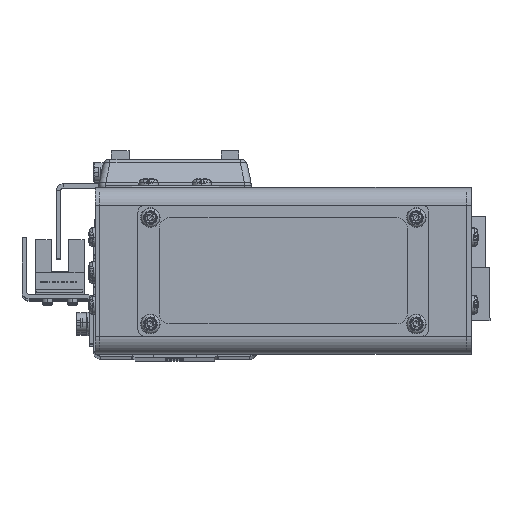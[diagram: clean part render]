
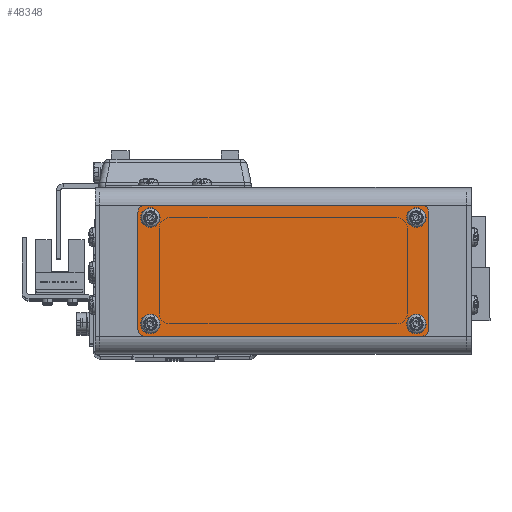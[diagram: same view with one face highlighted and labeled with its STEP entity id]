
A CAD part, top view. The second image highlights one B-rep face of the part: STEP entity #48348.
In plain terms, the highlighted face is planar.
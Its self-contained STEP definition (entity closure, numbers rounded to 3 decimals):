
#95 = EDGE_CURVE ( 'NONE', #60526, #7505, #67245, .T. ) ;
#1694 = FACE_OUTER_BOUND ( 'NONE', #37748, .T. ) ;
#2268 = AXIS2_PLACEMENT_3D ( 'NONE', #67760, #33498, #73516 ) ;
#2288 = VERTEX_POINT ( 'NONE', #38328 ) ;
#2753 = DIRECTION ( 'NONE',  ( 1., 0., 0. ) ) ;
#2796 = AXIS2_PLACEMENT_3D ( 'NONE', #19609, #59672, #25360 ) ;
#3275 = ORIENTED_EDGE ( 'NONE', *, *, #31699, .T. ) ;
#3406 = VERTEX_POINT ( 'NONE', #12506 ) ;
#3530 = CARTESIAN_POINT ( 'NONE',  ( 37.5, 33.5, 0. ) ) ;
#3592 = AXIS2_PLACEMENT_3D ( 'NONE', #54686, #20393, #60457 ) ;
#4391 = VERTEX_POINT ( 'NONE', #6821 ) ;
#4488 = DIRECTION ( 'NONE',  ( 0., 1., 0. ) ) ;
#4539 = EDGE_CURVE ( 'NONE', #2288, #69103, #39334, .T. ) ;
#6012 = AXIS2_PLACEMENT_3D ( 'NONE', #14809, #54855, #20547 ) ;
#6281 = CIRCLE ( 'NONE', #50272, 1.7 ) ;
#6329 = CARTESIAN_POINT ( 'NONE',  ( -39.2, 33.5, 0. ) ) ;
#6794 = EDGE_CURVE ( 'NONE', #7505, #60526, #32824, .T. ) ;
#6821 = CARTESIAN_POINT ( 'NONE',  ( -35.8, 3.5, 0. ) ) ;
#6936 = ORIENTED_EDGE ( 'NONE', *, *, #52869, .F. ) ;
#7505 = VERTEX_POINT ( 'NONE', #7991 ) ;
#7552 = AXIS2_PLACEMENT_3D ( 'NONE', #71341, #37048, #2753 ) ;
#7558 = LINE ( 'NONE', #41766, #22748 ) ;
#7991 = CARTESIAN_POINT ( 'NONE',  ( -35.8, 33.5, 0. ) ) ;
#8841 = ORIENTED_EDGE ( 'NONE', *, *, #65554, .T. ) ;
#8875 = CARTESIAN_POINT ( 'NONE',  ( 37.5, 3.5, 0. ) ) ;
#9051 = ORIENTED_EDGE ( 'NONE', *, *, #4539, .T. ) ;
#9162 = EDGE_LOOP ( 'NONE', ( #9051, #3275 ) ) ;
#9287 = DIRECTION ( 'NONE',  ( 1., 0., 0. ) ) ;
#9302 = VERTEX_POINT ( 'NONE', #38885 ) ;
#9376 = DIRECTION ( 'NONE',  ( 1., 0., 0. ) ) ;
#10405 = EDGE_LOOP ( 'NONE', ( #58884, #22335 ) ) ;
#10523 = EDGE_CURVE ( 'NONE', #51309, #11126, #67116, .T. ) ;
#10582 = DIRECTION ( 'NONE',  ( 0., 0., 1. ) ) ;
#11126 = VERTEX_POINT ( 'NONE', #62189 ) ;
#11286 = EDGE_CURVE ( 'NONE', #49515, #9302, #61654, .T. ) ;
#12395 = EDGE_CURVE ( 'NONE', #23605, #51309, #68693, .T. ) ;
#12506 = CARTESIAN_POINT ( 'NONE',  ( -39.2, 3.5, 0. ) ) ;
#13586 = CIRCLE ( 'NONE', #69322, 2. ) ;
#14618 = DIRECTION ( 'NONE',  ( 1., 0., 0. ) ) ;
#14809 = CARTESIAN_POINT ( 'NONE',  ( -37.5, 3.5, 0. ) ) ;
#14810 = DIRECTION ( 'NONE',  ( 0., 0., 1. ) ) ;
#16931 = FACE_BOUND ( 'NONE', #23036, .T. ) ;
#17022 = EDGE_CURVE ( 'NONE', #70382, #35686, #62051, .T. ) ;
#17059 = DIRECTION ( 'NONE',  ( -1., 0., 0. ) ) ;
#17352 = CARTESIAN_POINT ( 'NONE',  ( 41., 2., 0. ) ) ;
#17858 = DIRECTION ( 'NONE',  ( 0., 0., 1. ) ) ;
#18738 = DIRECTION ( 'NONE',  ( 0., -1., 0. ) ) ;
#19454 = CARTESIAN_POINT ( 'NONE',  ( 35.8, 33.5, 0. ) ) ;
#19580 = CARTESIAN_POINT ( 'NONE',  ( 39., 2., 0. ) ) ;
#19609 = CARTESIAN_POINT ( 'NONE',  ( -37.5, 33.5, 0. ) ) ;
#20393 = DIRECTION ( 'NONE',  ( 0., 0., 1. ) ) ;
#20547 = DIRECTION ( 'NONE',  ( 1., 0., 0. ) ) ;
#20851 = LINE ( 'NONE', #49150, #49533 ) ;
#22335 = ORIENTED_EDGE ( 'NONE', *, *, #6794, .T. ) ;
#22748 = VECTOR ( 'NONE', #18738, 1000. ) ;
#23036 = EDGE_LOOP ( 'NONE', ( #43310, #29616 ) ) ;
#23075 = CARTESIAN_POINT ( 'NONE',  ( 39., 37., 0. ) ) ;
#23126 = CARTESIAN_POINT ( 'NONE',  ( -41., 2., 0. ) ) ;
#23215 = VECTOR ( 'NONE', #4488, 1000. ) ;
#23605 = VERTEX_POINT ( 'NONE', #53204 ) ;
#25333 = DIRECTION ( 'NONE',  ( 1., 0., 0. ) ) ;
#25360 = DIRECTION ( 'NONE',  ( 1., 0., 0. ) ) ;
#26535 = EDGE_CURVE ( 'NONE', #3406, #4391, #47922, .T. ) ;
#26994 = EDGE_CURVE ( 'NONE', #4391, #3406, #70274, .T. ) ;
#27196 = EDGE_CURVE ( 'NONE', #65241, #35795, #49650, .T. ) ;
#28883 = ORIENTED_EDGE ( 'NONE', *, *, #38077, .F. ) ;
#28975 = CARTESIAN_POINT ( 'NONE',  ( -39., 35., 0. ) ) ;
#29536 = ORIENTED_EDGE ( 'NONE', *, *, #11286, .F. ) ;
#29616 = ORIENTED_EDGE ( 'NONE', *, *, #26994, .T. ) ;
#31299 = AXIS2_PLACEMENT_3D ( 'NONE', #19580, #59644, #25333 ) ;
#31544 = DIRECTION ( 'NONE',  ( 0., 0., 1. ) ) ;
#31699 = EDGE_CURVE ( 'NONE', #69103, #2288, #6281, .T. ) ;
#31982 = ORIENTED_EDGE ( 'NONE', *, *, #27196, .F. ) ;
#32155 = FACE_BOUND ( 'NONE', #37843, .T. ) ;
#32824 = CIRCLE ( 'NONE', #2796, 1.7 ) ;
#32858 = CARTESIAN_POINT ( 'NONE',  ( 39.2, 3.5, 0. ) ) ;
#33410 = ORIENTED_EDGE ( 'NONE', *, *, #17022, .T. ) ;
#33498 = DIRECTION ( 'NONE',  ( 0., 0., 1. ) ) ;
#34353 = CARTESIAN_POINT ( 'NONE',  ( 39., 37., 0. ) ) ;
#34756 = DIRECTION ( 'NONE',  ( 1., 0., 0. ) ) ;
#35686 = VERTEX_POINT ( 'NONE', #19454 ) ;
#35795 = VERTEX_POINT ( 'NONE', #43241 ) ;
#36257 = CIRCLE ( 'NONE', #65364, 1.7 ) ;
#37048 = DIRECTION ( 'NONE',  ( 0., 0., 1. ) ) ;
#37466 = ORIENTED_EDGE ( 'NONE', *, *, #12395, .F. ) ;
#37748 = EDGE_LOOP ( 'NONE', ( #55564, #50027, #37466, #6936, #29536, #73656, #28883, #31982 ) ) ;
#37843 = EDGE_LOOP ( 'NONE', ( #8841, #33410 ) ) ;
#38077 = EDGE_CURVE ( 'NONE', #35795, #67990, #49519, .T. ) ;
#38328 = CARTESIAN_POINT ( 'NONE',  ( 35.8, 3.5, 0. ) ) ;
#38596 = AXIS2_PLACEMENT_3D ( 'NONE', #44902, #10582, #50650 ) ;
#38778 = CARTESIAN_POINT ( 'NONE',  ( 41., 2., 0. ) ) ;
#38863 = CARTESIAN_POINT ( 'NONE',  ( 39.2, 33.5, 0. ) ) ;
#38885 = CARTESIAN_POINT ( 'NONE',  ( -39., 0., 0. ) ) ;
#39334 = CIRCLE ( 'NONE', #7552, 1.7 ) ;
#41766 = CARTESIAN_POINT ( 'NONE',  ( -41., 35., 0. ) ) ;
#43241 = CARTESIAN_POINT ( 'NONE',  ( -39., 37., 0. ) ) ;
#43306 = CARTESIAN_POINT ( 'NONE',  ( -41., 35., 0. ) ) ;
#43310 = ORIENTED_EDGE ( 'NONE', *, *, #26535, .T. ) ;
#43575 = DIRECTION ( 'NONE',  ( 0., 0., 1. ) ) ;
#44902 = CARTESIAN_POINT ( 'NONE',  ( -37.5, 33.5, 0. ) ) ;
#46065 = VECTOR ( 'NONE', #17059, 1000. ) ;
#47922 = CIRCLE ( 'NONE', #3592, 1.7 ) ;
#48348 = ADVANCED_FACE ( 'NONE', ( #64419, #16931, #1694, #66191, #32155 ), #65880, .F. ) ;
#48919 = DIRECTION ( 'NONE',  ( 0., 0., 1. ) ) ;
#49150 = CARTESIAN_POINT ( 'NONE',  ( -39., 0., 0. ) ) ;
#49515 = VERTEX_POINT ( 'NONE', #23126 ) ;
#49519 = CIRCLE ( 'NONE', #67840, 2. ) ;
#49533 = VECTOR ( 'NONE', #9376, 1000. ) ;
#49650 = LINE ( 'NONE', #34353, #46065 ) ;
#50027 = ORIENTED_EDGE ( 'NONE', *, *, #10523, .F. ) ;
#50272 = AXIS2_PLACEMENT_3D ( 'NONE', #8875, #48919, #14618 ) ;
#50650 = DIRECTION ( 'NONE',  ( 1., 0., 0. ) ) ;
#51309 = VERTEX_POINT ( 'NONE', #17352 ) ;
#52143 = CARTESIAN_POINT ( 'NONE',  ( -39., 2., 0. ) ) ;
#52869 = EDGE_CURVE ( 'NONE', #9302, #23605, #20851, .T. ) ;
#53204 = CARTESIAN_POINT ( 'NONE',  ( 39., 0., 0. ) ) ;
#54338 = CARTESIAN_POINT ( 'NONE',  ( 39., 35., 0. ) ) ;
#54686 = CARTESIAN_POINT ( 'NONE',  ( -37.5, 3.5, 0. ) ) ;
#54855 = DIRECTION ( 'NONE',  ( 0., 0., 1. ) ) ;
#54856 = DIRECTION ( 'NONE',  ( 1., 0., 0. ) ) ;
#55564 = ORIENTED_EDGE ( 'NONE', *, *, #55942, .F. ) ;
#55942 = EDGE_CURVE ( 'NONE', #11126, #65241, #13586, .T. ) ;
#56031 = AXIS2_PLACEMENT_3D ( 'NONE', #54338, #14810, #54856 ) ;
#57909 = DIRECTION ( 'NONE',  ( 1., 0., 0. ) ) ;
#58884 = ORIENTED_EDGE ( 'NONE', *, *, #95, .T. ) ;
#59644 = DIRECTION ( 'NONE',  ( 0., 0., 1. ) ) ;
#59672 = DIRECTION ( 'NONE',  ( 0., 0., 1. ) ) ;
#60027 = AXIS2_PLACEMENT_3D ( 'NONE', #52143, #17858, #57909 ) ;
#60457 = DIRECTION ( 'NONE',  ( 1., 0., 0. ) ) ;
#60526 = VERTEX_POINT ( 'NONE', #6329 ) ;
#61654 = CIRCLE ( 'NONE', #60027, 2. ) ;
#62051 = CIRCLE ( 'NONE', #2268, 1.7 ) ;
#62189 = CARTESIAN_POINT ( 'NONE',  ( 41., 35., 0. ) ) ;
#63299 = EDGE_CURVE ( 'NONE', #67990, #49515, #7558, .T. ) ;
#64419 = FACE_BOUND ( 'NONE', #10405, .T. ) ;
#65241 = VERTEX_POINT ( 'NONE', #23075 ) ;
#65364 = AXIS2_PLACEMENT_3D ( 'NONE', #3530, #43575, #9287 ) ;
#65554 = EDGE_CURVE ( 'NONE', #35686, #70382, #36257, .T. ) ;
#65843 = CARTESIAN_POINT ( 'NONE',  ( 39., 35., 0. ) ) ;
#65880 = PLANE ( 'NONE',  #56031 ) ;
#66191 = FACE_BOUND ( 'NONE', #9162, .T. ) ;
#67116 = LINE ( 'NONE', #38778, #23215 ) ;
#67245 = CIRCLE ( 'NONE', #38596, 1.7 ) ;
#67760 = CARTESIAN_POINT ( 'NONE',  ( 37.5, 33.5, 0. ) ) ;
#67840 = AXIS2_PLACEMENT_3D ( 'NONE', #28975, #69014, #34756 ) ;
#67990 = VERTEX_POINT ( 'NONE', #43306 ) ;
#68693 = CIRCLE ( 'NONE', #31299, 2. ) ;
#69014 = DIRECTION ( 'NONE',  ( 0., 0., 1. ) ) ;
#69103 = VERTEX_POINT ( 'NONE', #32858 ) ;
#69322 = AXIS2_PLACEMENT_3D ( 'NONE', #65843, #31544, #71590 ) ;
#70274 = CIRCLE ( 'NONE', #6012, 1.7 ) ;
#70382 = VERTEX_POINT ( 'NONE', #38863 ) ;
#71341 = CARTESIAN_POINT ( 'NONE',  ( 37.5, 3.5, 0. ) ) ;
#71590 = DIRECTION ( 'NONE',  ( 1., 0., 0. ) ) ;
#73516 = DIRECTION ( 'NONE',  ( 1., 0., 0. ) ) ;
#73656 = ORIENTED_EDGE ( 'NONE', *, *, #63299, .F. ) ;
